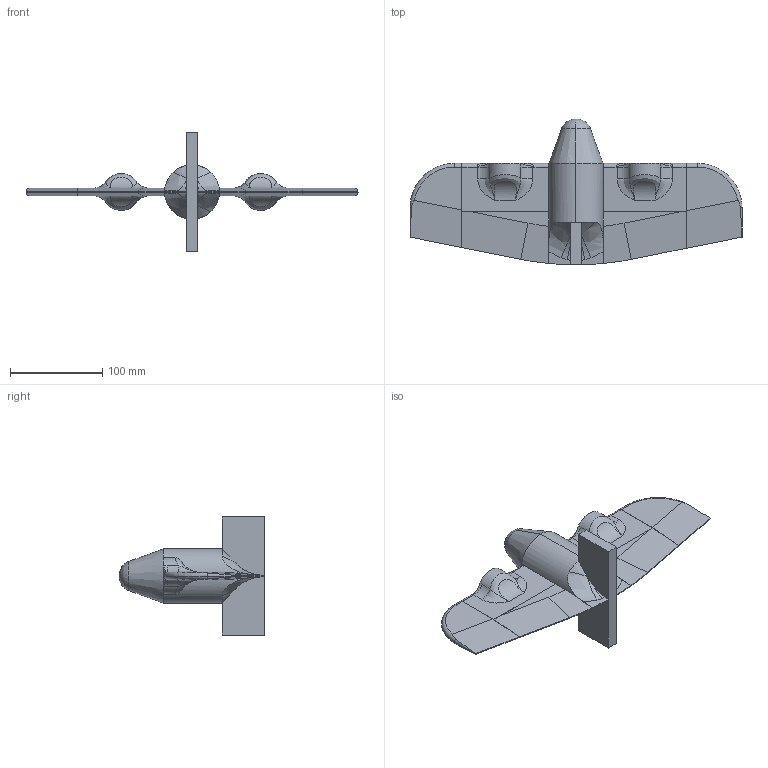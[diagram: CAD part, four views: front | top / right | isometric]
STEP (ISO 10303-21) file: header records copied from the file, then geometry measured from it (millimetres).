
FILE_DESCRIPTION (( 'STEP AP214' ), '1' );
FILE_NAME ('tailsitter v5.STEP', '2024-08-16T14:11:25', ( '' ), ( '' ), 'SwSTEP 2.0', 'SolidWorks 2024', '' );
FILE_SCHEMA (( 'AUTOMOTIVE_DESIGN' ));
Length unit declared in the file: millimetre
Products named in the file (1): tailsitter v5
Bounding box: 360 x 157.94 x 128 mm (x, y, z)
Volume: 567004.6 mm3; surface area: 105863.5 mm2
Topology: 7 solids, 7 shells, 160 faces, 399 edges, 237 vertices
Faces by surface type: plane 54, bspline 48, cylinder 39, cone 13, torus 6
Entity records: 9105 total; most frequent: CARTESIAN_POINT 5763, ORIENTED_EDGE 766, DIRECTION 546, EDGE_CURVE 383, VERTEX_POINT 237, AXIS2_PLACEMENT_3D 203, EDGE_LOOP 160, FACE_OUTER_BOUND 160
